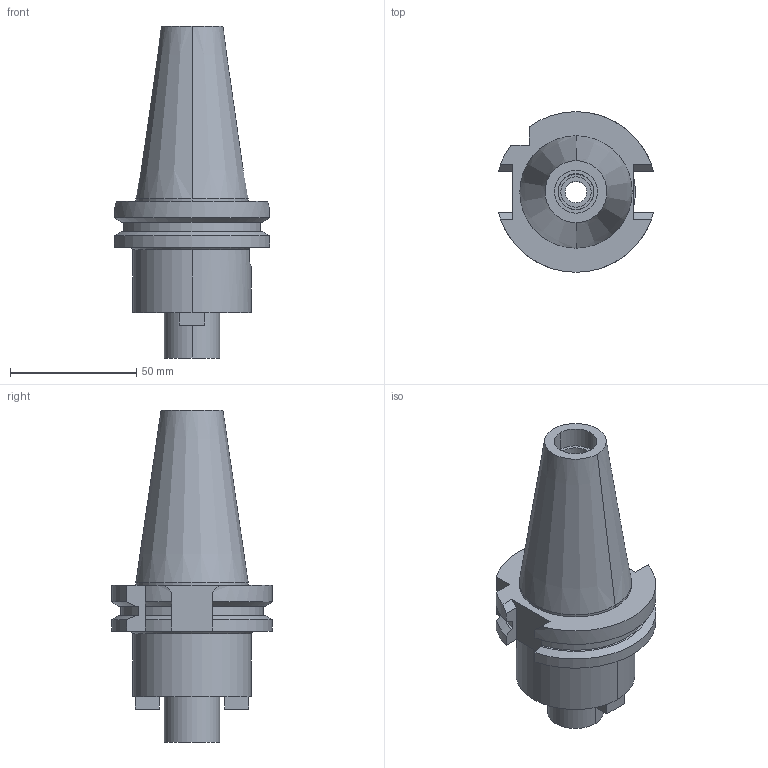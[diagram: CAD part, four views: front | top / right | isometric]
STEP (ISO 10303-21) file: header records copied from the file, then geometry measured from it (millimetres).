
FILE_DESCRIPTION((''),'2;1');
FILE_NAME('BDV40-FMH22-47-45','2018-03-06T',('ykawabe'),(''),'CREO PARAMETRIC BY PTC INC, 2016380','CREO PARAMETRIC BY PTC INC, 2016380','');
FILE_SCHEMA(('AUTOMOTIVE_DESIGN { 1 0 10303 214 1 1 1 1 }'));
Length unit declared in the file: millimetre
Products named in the file (1): BDV40-FMH22-47-45
Bounding box: 61.48 x 63.55 x 131.4 mm (x, y, z)
Volume: 152845.6 mm3; surface area: 27384 mm2
Topology: 1 solids, 1 shells, 79 faces, 220 edges, 152 vertices
Faces by surface type: plane 38, cylinder 32, cone 9
Entity records: 3569 total; most frequent: CARTESIAN_POINT 554, DIRECTION 452, ORIENTED_EDGE 440, PRESENTATION_STYLE_ASSIGNMENT 225, STYLED_ITEM 225, CURVE_STYLE 224, EDGE_CURVE 220, AXIS2_PLACEMENT_3D 172
